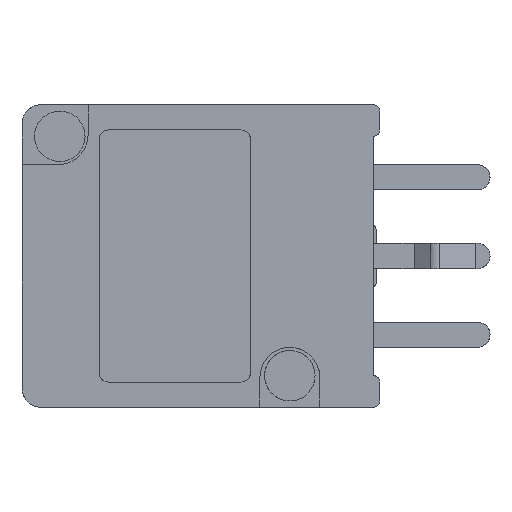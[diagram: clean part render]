
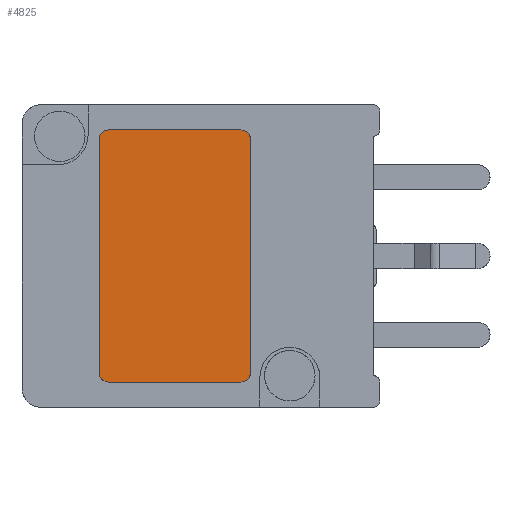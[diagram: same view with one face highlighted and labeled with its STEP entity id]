
A CAD part, left-side view. The second image highlights one B-rep face of the part: STEP entity #4825.
In plain terms, the highlighted planar face has unit normal (-1, 0, 0).
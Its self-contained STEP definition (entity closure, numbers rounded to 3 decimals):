
#189 = CARTESIAN_POINT ( 'NONE',  ( -0.05, 2.182, 4. ) ) ;
#523 = DIRECTION ( 'NONE',  ( 0., 0., 1. ) ) ;
#930 = CARTESIAN_POINT ( 'NONE',  ( -0.05, -2.368, 3.857 ) ) ;
#1147 = FACE_OUTER_BOUND ( 'NONE', #5966, .T. ) ;
#1206 = DIRECTION ( 'NONE',  ( -1., 0., 0. ) ) ;
#1493 = CARTESIAN_POINT ( 'NONE',  ( -0.05, -2.4, -3.7 ) ) ;
#1496 = VERTEX_POINT ( 'NONE', #9262 ) ;
#1810 = CARTESIAN_POINT ( 'NONE',  ( -0.05, -2.1, 4. ) ) ;
#1966 = CARTESIAN_POINT ( 'NONE',  ( -0.05, 2.1, -4. ) ) ;
#1987 = CARTESIAN_POINT ( 'NONE',  ( -0.05, -2.4, 3.7 ) ) ;
#2001 = ORIENTED_EDGE ( 'NONE', *, *, #9830, .F. ) ;
#2008 = CARTESIAN_POINT ( 'NONE',  ( -0.05, 2.327, 3.898 ) ) ;
#2058 = CARTESIAN_POINT ( 'NONE',  ( -0.05, 2.1, 4. ) ) ;
#2106 = DIRECTION ( 'NONE',  ( 0., -1., 0. ) ) ;
#2137 = B_SPLINE_CURVE_WITH_KNOTS ( 'NONE', 3,
 ( #6872, #10470, #8514, #8447, #10357, #3022 ),
 .UNSPECIFIED., .F., .F.,
 ( 4, 2, 4 ),
 ( 0., 0.5, 1. ),
 .UNSPECIFIED. ) ;
#2267 = ORIENTED_EDGE ( 'NONE', *, *, #2849, .F. ) ;
#2849 = EDGE_CURVE ( 'NONE', #10065, #9141, #2978, .T. ) ;
#2898 = CARTESIAN_POINT ( 'NONE',  ( -0.05, 2.4, 3.739 ) ) ;
#2978 = B_SPLINE_CURVE_WITH_KNOTS ( 'NONE', 3,
 ( #9223, #6406, #6293, #9998, #4436, #9880 ),
 .UNSPECIFIED., .F., .F.,
 ( 4, 2, 4 ),
 ( 0., 0.5, 1. ),
 .UNSPECIFIED. ) ;
#2999 = CARTESIAN_POINT ( 'NONE',  ( -0.05, 2.4, 3.7 ) ) ;
#3022 = CARTESIAN_POINT ( 'NONE',  ( -0.05, -2.1, -4. ) ) ;
#3060 = VERTEX_POINT ( 'NONE', #8257 ) ;
#3133 = VERTEX_POINT ( 'NONE', #8443 ) ;
#3149 = EDGE_CURVE ( 'NONE', #5199, #3133, #3678, .T. ) ;
#3678 = B_SPLINE_CURVE_WITH_KNOTS ( 'NONE', 3,
 ( #6624, #189, #10287, #2008, #11052, #3776, #3836, #4779, #7554, #2898, #4908 ),
 .UNSPECIFIED., .F., .F.,
 ( 4, 2, 1, 2, 2, 4 ),
 ( 0., 0.5, 0.625, 0.688, 0.75, 1. ),
 .UNSPECIFIED. ) ;
#3776 = CARTESIAN_POINT ( 'NONE',  ( -0.05, 2.361, 3.848 ) ) ;
#3836 = CARTESIAN_POINT ( 'NONE',  ( -0.05, 2.371, 3.83 ) ) ;
#4436 = CARTESIAN_POINT ( 'NONE',  ( -0.05, 2.4, -3.779 ) ) ;
#4779 = CARTESIAN_POINT ( 'NONE',  ( -0.05, 2.375, 3.819 ) ) ;
#4825 = ADVANCED_FACE ( 'NONE', ( #1147 ), #6761, .T. ) ;
#4879 = VECTOR ( 'NONE', #523, 1000. ) ;
#4908 = CARTESIAN_POINT ( 'NONE',  ( -0.05, 2.4, 3.7 ) ) ;
#5199 = VERTEX_POINT ( 'NONE', #2058 ) ;
#5408 = CARTESIAN_POINT ( 'NONE',  ( -0.05, 2.1, -4. ) ) ;
#5411 = CARTESIAN_POINT ( 'NONE',  ( -0.05, -2.179, 4. ) ) ;
#5529 = CARTESIAN_POINT ( 'NONE',  ( -0.05, -2.4, 3.779 ) ) ;
#5592 = EDGE_CURVE ( 'NONE', #1496, #10065, #11028, .T. ) ;
#5719 = AXIS2_PLACEMENT_3D ( 'NONE', #9469, #1206, #9280 ) ;
#5966 = EDGE_LOOP ( 'NONE', ( #8001, #6497, #2001, #9853, #8429, #2267, #8579, #10219 ) ) ;
#6293 = CARTESIAN_POINT ( 'NONE',  ( -0.05, 2.257, -3.968 ) ) ;
#6406 = CARTESIAN_POINT ( 'NONE',  ( -0.05, 2.179, -4. ) ) ;
#6497 = ORIENTED_EDGE ( 'NONE', *, *, #10947, .F. ) ;
#6624 = CARTESIAN_POINT ( 'NONE',  ( -0.05, 2.1, 4. ) ) ;
#6761 = PLANE ( 'NONE',  #5719 ) ;
#6872 = CARTESIAN_POINT ( 'NONE',  ( -0.05, -2.4, -3.7 ) ) ;
#7554 = CARTESIAN_POINT ( 'NONE',  ( -0.05, 2.393, 3.775 ) ) ;
#7654 = EDGE_CURVE ( 'NONE', #3060, #1496, #2137, .T. ) ;
#8001 = ORIENTED_EDGE ( 'NONE', *, *, #8235, .F. ) ;
#8071 = CARTESIAN_POINT ( 'NONE',  ( -0.05, -2.4, 3.7 ) ) ;
#8223 = DIRECTION ( 'NONE',  ( 0., 1., 0. ) ) ;
#8235 = EDGE_CURVE ( 'NONE', #9323, #3060, #11297, .T. ) ;
#8257 = CARTESIAN_POINT ( 'NONE',  ( -0.05, -2.4, -3.7 ) ) ;
#8284 = LINE ( 'NONE', #11077, #9176 ) ;
#8382 = B_SPLINE_CURVE_WITH_KNOTS ( 'NONE', 3,
 ( #1810, #5411, #9008, #930, #5529, #1987 ),
 .UNSPECIFIED., .F., .F.,
 ( 4, 2, 4 ),
 ( 0., 0.5, 1. ),
 .UNSPECIFIED. ) ;
#8429 = ORIENTED_EDGE ( 'NONE', *, *, #8972, .F. ) ;
#8443 = CARTESIAN_POINT ( 'NONE',  ( -0.05, 2.4, 3.7 ) ) ;
#8447 = CARTESIAN_POINT ( 'NONE',  ( -0.05, -2.257, -3.968 ) ) ;
#8514 = CARTESIAN_POINT ( 'NONE',  ( -0.05, -2.368, -3.857 ) ) ;
#8579 = ORIENTED_EDGE ( 'NONE', *, *, #5592, .F. ) ;
#8629 = DIRECTION ( 'NONE',  ( 0., 0., -1. ) ) ;
#8972 = EDGE_CURVE ( 'NONE', #9141, #3133, #10269, .T. ) ;
#9008 = CARTESIAN_POINT ( 'NONE',  ( -0.05, -2.257, 3.968 ) ) ;
#9141 = VERTEX_POINT ( 'NONE', #9608 ) ;
#9176 = VECTOR ( 'NONE', #2106, 1000. ) ;
#9223 = CARTESIAN_POINT ( 'NONE',  ( -0.05, 2.1, -4. ) ) ;
#9262 = CARTESIAN_POINT ( 'NONE',  ( -0.05, -2.1, -4. ) ) ;
#9280 = DIRECTION ( 'NONE',  ( 0., 0., 1. ) ) ;
#9323 = VERTEX_POINT ( 'NONE', #8071 ) ;
#9469 = CARTESIAN_POINT ( 'NONE',  ( -0.05, 4.85, -4.2 ) ) ;
#9608 = CARTESIAN_POINT ( 'NONE',  ( -0.05, 2.4, -3.7 ) ) ;
#9830 = EDGE_CURVE ( 'NONE', #5199, #10213, #8284, .T. ) ;
#9853 = ORIENTED_EDGE ( 'NONE', *, *, #3149, .T. ) ;
#9861 = CARTESIAN_POINT ( 'NONE',  ( -0.05, -2.1, 4. ) ) ;
#9880 = CARTESIAN_POINT ( 'NONE',  ( -0.05, 2.4, -3.7 ) ) ;
#9998 = CARTESIAN_POINT ( 'NONE',  ( -0.05, 2.368, -3.857 ) ) ;
#10065 = VERTEX_POINT ( 'NONE', #1966 ) ;
#10213 = VERTEX_POINT ( 'NONE', #9861 ) ;
#10219 = ORIENTED_EDGE ( 'NONE', *, *, #7654, .F. ) ;
#10269 = LINE ( 'NONE', #2999, #4879 ) ;
#10287 = CARTESIAN_POINT ( 'NONE',  ( -0.05, 2.255, 3.969 ) ) ;
#10357 = CARTESIAN_POINT ( 'NONE',  ( -0.05, -2.179, -4. ) ) ;
#10470 = CARTESIAN_POINT ( 'NONE',  ( -0.05, -2.4, -3.779 ) ) ;
#10947 = EDGE_CURVE ( 'NONE', #10213, #9323, #8382, .T. ) ;
#10968 = VECTOR ( 'NONE', #8223, 1000. ) ;
#11028 = LINE ( 'NONE', #5408, #10968 ) ;
#11052 = CARTESIAN_POINT ( 'NONE',  ( -0.05, 2.346, 3.874 ) ) ;
#11077 = CARTESIAN_POINT ( 'NONE',  ( -0.05, -2.1, 4. ) ) ;
#11282 = VECTOR ( 'NONE', #8629, 1000. ) ;
#11297 = LINE ( 'NONE', #1493, #11282 ) ;
